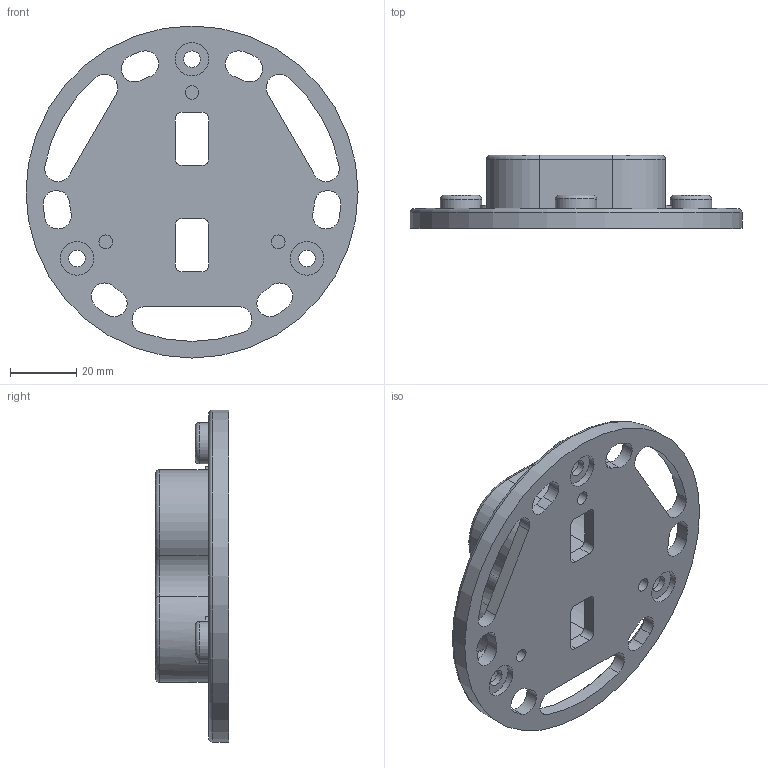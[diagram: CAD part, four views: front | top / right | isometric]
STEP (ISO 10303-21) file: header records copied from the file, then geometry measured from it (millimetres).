
FILE_DESCRIPTION(/* description */ (''),/* implementation_level */ '2;1');
FILE_NAME(/* name */ 'Battery Holder_ipt_f3671bc5.STEP',/* time_stamp */ '2024-05-28T14:29:21+01:00',/* author */ ('rlndo'),/* organization */ (''),/* preprocessor_version */ 'ST-DEVELOPER v16.13',/* originating_system */ 'Autodesk Inventor 2018',/* authorisation */ '');
FILE_SCHEMA (('AUTOMOTIVE_DESIGN { 1 0 10303 214 3 1 1 }'));
Length unit declared in the file: millimetre
Products named in the file (1): Battery Holder
Bounding box: 100 x 22 x 100 mm (x, y, z)
Volume: 41744.2 mm3; surface area: 26890 mm2
Topology: 1 solids, 1 shells, 165 faces, 412 edges, 270 vertices
Faces by surface type: cylinder 92, plane 62, torus 11
Full cylindrical faces by diameter (mm): 4.1 x3, 5 x3, 10.1 x6, 12.5 x3, 93 x1, 100 x1
Entity records: 4972 total; most frequent: DIRECTION 924, CARTESIAN_POINT 822, ORIENTED_EDGE 776, EDGE_CURVE 388, AXIS2_PLACEMENT_3D 370, VERTEX_POINT 268, EDGE_LOOP 236, CIRCLE 204
